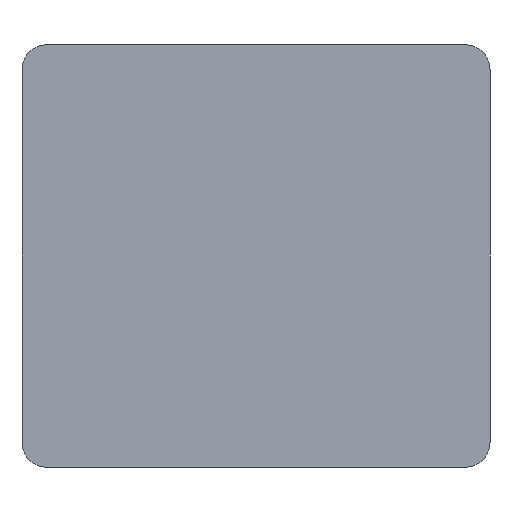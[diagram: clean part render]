
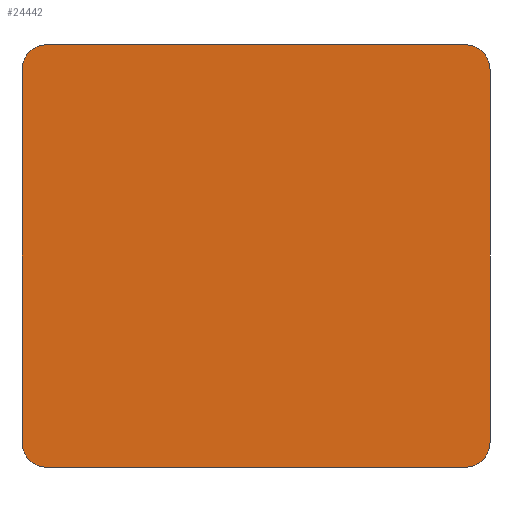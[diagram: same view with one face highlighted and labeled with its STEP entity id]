
A CAD part, front view. The second image highlights one B-rep face of the part: STEP entity #24442.
In plain terms, the highlighted planar face has unit normal (0, -1, 0).
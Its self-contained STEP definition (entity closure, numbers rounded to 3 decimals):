
#22589=DIRECTION('',(0.,0.,1.));
#22590=VECTOR('',#22589,82.);
#22591=CARTESIAN_POINT('',(-46.466,-13.,-41.));
#22592=LINE('',#22591,#22590);
#22593=CARTESIAN_POINT('',(-41.,-13.,41.));
#22594=DIRECTION('',(0.,-1.,0.));
#22595=DIRECTION('',(0.,0.,1.));
#22596=AXIS2_PLACEMENT_3D('',#22593,#22594,#22595);
#22598=DIRECTION('',(-1.,0.,0.));
#22599=VECTOR('',#22598,92.);
#22600=CARTESIAN_POINT('',(51.,-13.,46.466));
#22601=LINE('',#22600,#22599);
#22602=CARTESIAN_POINT('',(51.,-13.,41.));
#22603=DIRECTION('',(0.,-1.,0.));
#22604=DIRECTION('',(1.,0.,0.));
#22605=AXIS2_PLACEMENT_3D('',#22602,#22603,#22604);
#22607=DIRECTION('',(0.,0.,1.));
#22608=VECTOR('',#22607,82.);
#22609=CARTESIAN_POINT('',(56.466,-13.,-41.));
#22610=LINE('',#22609,#22608);
#22611=CARTESIAN_POINT('',(51.,-13.,-41.));
#22612=DIRECTION('',(0.,-1.,0.));
#22613=DIRECTION('',(0.,0.,-1.));
#22614=AXIS2_PLACEMENT_3D('',#22611,#22612,#22613);
#22616=DIRECTION('',(1.,0.,0.));
#22617=VECTOR('',#22616,92.);
#22618=CARTESIAN_POINT('',(-41.,-13.,-46.466));
#22619=LINE('',#22618,#22617);
#22620=CARTESIAN_POINT('',(-41.,-13.,-41.));
#22621=DIRECTION('',(0.,-1.,0.));
#22622=DIRECTION('',(-1.,0.,0.));
#22623=AXIS2_PLACEMENT_3D('',#22620,#22621,#22622);
#23799=CARTESIAN_POINT('',(-41.,-13.,46.466));
#23800=CARTESIAN_POINT('',(-46.466,-13.,41.));
#23801=VERTEX_POINT('',#23799);
#23802=VERTEX_POINT('',#23800);
#23803=CARTESIAN_POINT('',(-46.466,-13.,-41.));
#23804=CARTESIAN_POINT('',(-41.,-13.,-46.466));
#23805=VERTEX_POINT('',#23803);
#23806=VERTEX_POINT('',#23804);
#23807=CARTESIAN_POINT('',(51.,-13.,-46.466));
#23808=VERTEX_POINT('',#23807);
#23809=CARTESIAN_POINT('',(56.466,-13.,-41.));
#23810=VERTEX_POINT('',#23809);
#23811=CARTESIAN_POINT('',(56.466,-13.,41.));
#23812=VERTEX_POINT('',#23811);
#23813=CARTESIAN_POINT('',(51.,-13.,46.466));
#23814=VERTEX_POINT('',#23813);
#24420=CARTESIAN_POINT('',(0.,-13.,0.));
#24421=DIRECTION('',(0.,-1.,0.));
#24422=DIRECTION('',(0.,0.,-1.));
#24423=AXIS2_PLACEMENT_3D('',#24420,#24421,#24422);
#24424=PLANE('',#24423);
#24426=ORIENTED_EDGE('',*,*,#24425,.T.);
#24427=ORIENTED_EDGE('',*,*,#24410,.F.);
#24429=ORIENTED_EDGE('',*,*,#24428,.F.);
#24431=ORIENTED_EDGE('',*,*,#24430,.F.);
#24433=ORIENTED_EDGE('',*,*,#24432,.F.);
#24435=ORIENTED_EDGE('',*,*,#24434,.F.);
#24437=ORIENTED_EDGE('',*,*,#24436,.F.);
#24439=ORIENTED_EDGE('',*,*,#24438,.F.);
#24440=EDGE_LOOP('',(#24426,#24427,#24429,#24431,#24433,#24435,#24437,#24439));
#24441=FACE_OUTER_BOUND('',#24440,.F.);
#24442=ADVANCED_FACE('',(#24441),#24424,.T.);
#22597=CIRCLE('',#22596,5.466);
#22606=CIRCLE('',#22605,5.466);
#22615=CIRCLE('',#22614,5.466);
#22624=CIRCLE('',#22623,5.466);
#24410=EDGE_CURVE('',#23801,#23802,#22597,.T.);
#24425=EDGE_CURVE('',#23805,#23802,#22592,.T.);
#24428=EDGE_CURVE('',#23814,#23801,#22601,.T.);
#24430=EDGE_CURVE('',#23812,#23814,#22606,.T.);
#24432=EDGE_CURVE('',#23810,#23812,#22610,.T.);
#24434=EDGE_CURVE('',#23808,#23810,#22615,.T.);
#24436=EDGE_CURVE('',#23806,#23808,#22619,.T.);
#24438=EDGE_CURVE('',#23805,#23806,#22624,.T.);
